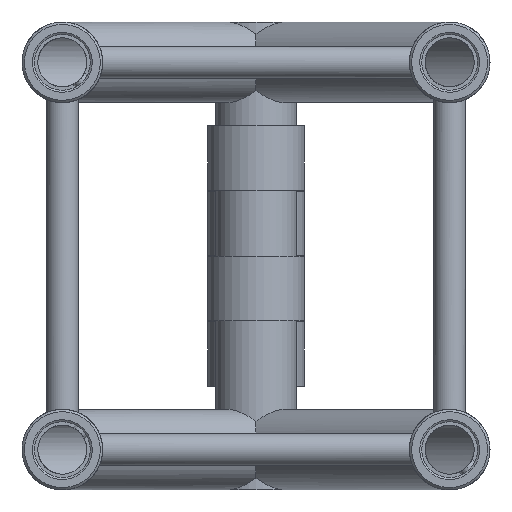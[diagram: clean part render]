
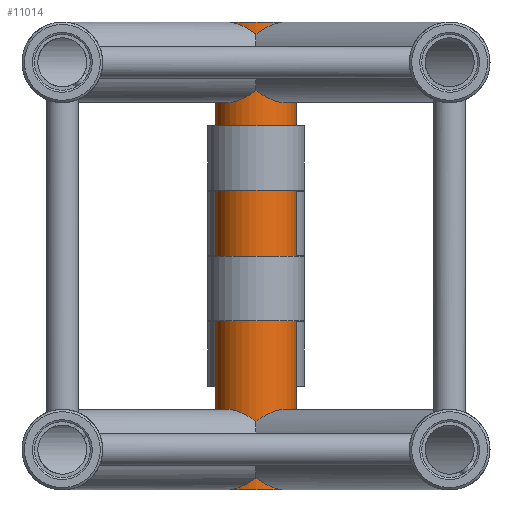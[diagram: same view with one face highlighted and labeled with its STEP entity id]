
A CAD part, left-side view. The second image highlights one B-rep face of the part: STEP entity #11014.
In plain terms, the highlighted cylindrical face has radius 25 mm (diameter 50 mm), a full revolution.
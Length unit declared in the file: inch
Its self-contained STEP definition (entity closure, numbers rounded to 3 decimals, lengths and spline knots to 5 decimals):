
#577=CIRCLE('',#12972,0.98425);
#578=CIRCLE('',#12973,0.98425);
#579=CIRCLE('',#12974,0.98425);
#580=CIRCLE('',#12975,0.98425);
#1934=CYLINDRICAL_SURFACE('',#12971,0.98425);
#2078=LINE('',#20500,#2580);
#2580=VECTOR('',#14839,0.98425);
#3208=FACE_OUTER_BOUND('',#3820,.T.);
#3820=EDGE_LOOP('',(#7749,#7750,#7751,#7752,#7753,#7754));
#4647=VERTEX_POINT('',#20496);
#4648=VERTEX_POINT('',#20497);
#4649=VERTEX_POINT('',#20499);
#4650=VERTEX_POINT('',#20501);
#5876=EDGE_CURVE('',#4647,#4648,#577,.T.);
#5877=EDGE_CURVE('',#4648,#4649,#2078,.T.);
#5878=EDGE_CURVE('',#4649,#4650,#578,.T.);
#5879=EDGE_CURVE('',#4650,#4649,#579,.T.);
#5880=EDGE_CURVE('',#4648,#4647,#580,.T.);
#7749=ORIENTED_EDGE('',*,*,#5876,.T.);
#7750=ORIENTED_EDGE('',*,*,#5877,.T.);
#7751=ORIENTED_EDGE('',*,*,#5878,.T.);
#7752=ORIENTED_EDGE('',*,*,#5879,.T.);
#7753=ORIENTED_EDGE('',*,*,#5877,.F.);
#7754=ORIENTED_EDGE('',*,*,#5880,.T.);
#11014=ADVANCED_FACE('',(#3208),#1934,.T.);
#12971=AXIS2_PLACEMENT_3D('',#20495,#14835,#14836);
#12972=AXIS2_PLACEMENT_3D('',#20498,#14837,#14838);
#12973=AXIS2_PLACEMENT_3D('',#20502,#14840,#14841);
#12974=AXIS2_PLACEMENT_3D('',#20503,#14842,#14843);
#12975=AXIS2_PLACEMENT_3D('',#20504,#14844,#14845);
#14835=DIRECTION('center_axis',(0.,0.,1.));
#14836=DIRECTION('ref_axis',(-1.,0.,0.));
#14837=DIRECTION('center_axis',(0.,0.,-1.));
#14838=DIRECTION('ref_axis',(-1.,0.,0.));
#14839=DIRECTION('',(0.,0.,-1.));
#14840=DIRECTION('center_axis',(0.,0.,1.));
#14841=DIRECTION('ref_axis',(-1.,0.,0.));
#14842=DIRECTION('center_axis',(0.,0.,1.));
#14843=DIRECTION('ref_axis',(-1.,0.,0.));
#14844=DIRECTION('center_axis',(0.,0.,-1.));
#14845=DIRECTION('ref_axis',(-1.,0.,0.));
#20495=CARTESIAN_POINT('Origin',(2324.12678,1381.57425,-10.43307));
#20496=CARTESIAN_POINT('',(2323.14253,1381.57425,0.98425));
#20497=CARTESIAN_POINT('',(2325.11103,1381.57425,0.98425));
#20498=CARTESIAN_POINT('Origin',(2324.12678,1381.57425,0.98425));
#20499=CARTESIAN_POINT('',(2325.11103,1381.57425,-10.43307));
#20500=CARTESIAN_POINT('',(2325.11103,1381.57425,-10.43307));
#20501=CARTESIAN_POINT('',(2323.14253,1381.57425,-10.43307));
#20502=CARTESIAN_POINT('Origin',(2324.12678,1381.57425,-10.43307));
#20503=CARTESIAN_POINT('Origin',(2324.12678,1381.57425,-10.43307));
#20504=CARTESIAN_POINT('Origin',(2324.12678,1381.57425,0.98425));
